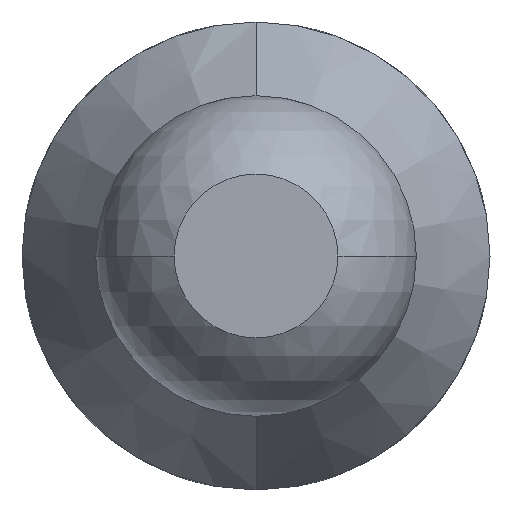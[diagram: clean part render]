
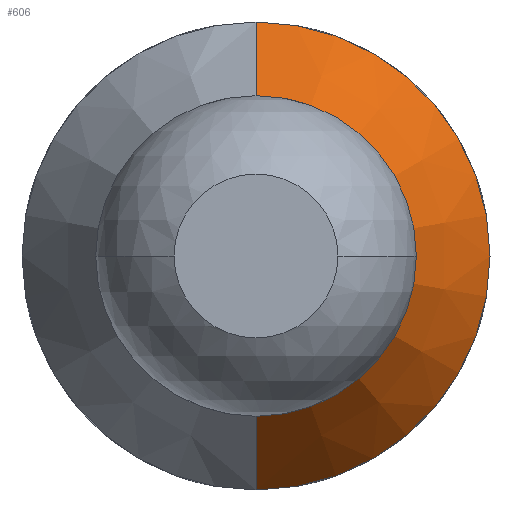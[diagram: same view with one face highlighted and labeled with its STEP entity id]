
A CAD part, front view. The second image highlights one B-rep face of the part: STEP entity #606.
In plain terms, the highlighted conical face has half-angle 30 degrees and reference radius 0.45 mm.
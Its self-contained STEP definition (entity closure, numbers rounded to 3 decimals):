
#47 = EDGE_CURVE ( 'NONE', #1548, #1756, #2415, .T. ) ;
#166 = VECTOR ( 'NONE', #322, 1000. ) ;
#322 = DIRECTION ( 'NONE',  ( 0., 0.866, 0.5 ) ) ;
#357 = CONICAL_SURFACE ( 'NONE', #3900, 0.45, 0.524 ) ;
#456 = ORIENTED_EDGE ( 'NONE', *, *, #2220, .F. ) ;
#606 = ADVANCED_FACE ( 'Defeature ausgef�hrt2_21', ( #4976 ), #357, .T. ) ;
#849 = AXIS2_PLACEMENT_3D ( 'NONE', #3036, #4763, #1335 ) ;
#882 = CARTESIAN_POINT ( 'NONE',  ( 0., 6.4, 0. ) ) ;
#1335 = DIRECTION ( 'NONE',  ( 0., 0., 1. ) ) ;
#1342 = CARTESIAN_POINT ( 'NONE',  ( 0., 6.4, 0.45 ) ) ;
#1548 = VERTEX_POINT ( 'NONE', #1342 ) ;
#1588 = CARTESIAN_POINT ( 'NONE',  ( 0., 7.353, 0. ) ) ;
#1756 = VERTEX_POINT ( 'NONE', #4468 ) ;
#1840 = ORIENTED_EDGE ( 'NONE', *, *, #5451, .T. ) ;
#2174 = VERTEX_POINT ( 'NONE', #4116 ) ;
#2220 = EDGE_CURVE ( 'Defeature ausgef�hrt2_22+Defeature ausgef�hrt2_21+Defeature ausgef�hrt2_21+Defeature ausgef�hrt2_21', #1756, #2174, #2459, .T. ) ;
#2415 = LINE ( 'NONE', #5085, #166 ) ;
#2429 = DIRECTION ( 'NONE',  ( 0., 0.866, -0.5 ) ) ;
#2436 = DIRECTION ( 'NONE',  ( 0., 1., 0. ) ) ;
#2459 = CIRCLE ( 'NONE', #3298, 1. ) ;
#3036 = CARTESIAN_POINT ( 'NONE',  ( 0., 6.4, 0. ) ) ;
#3205 = VECTOR ( 'NONE', #2429, 1000. ) ;
#3298 = AXIS2_PLACEMENT_3D ( 'NONE', #1588, #2436, #5437 ) ;
#3580 = DIRECTION ( 'NONE',  ( 0., 0., 1. ) ) ;
#3693 = EDGE_LOOP ( 'NONE', ( #1840, #4278, #456, #5328 ) ) ;
#3784 = CARTESIAN_POINT ( 'NONE',  ( 0., 6.4, -0.45 ) ) ;
#3900 = AXIS2_PLACEMENT_3D ( 'NONE', #882, #5253, #3580 ) ;
#3988 = EDGE_CURVE ( 'NONE', #5194, #2174, #4204, .T. ) ;
#4116 = CARTESIAN_POINT ( 'NONE',  ( 0., 7.353, -1. ) ) ;
#4204 = LINE ( 'NONE', #3784, #3205 ) ;
#4278 = ORIENTED_EDGE ( 'NONE', *, *, #3988, .T. ) ;
#4468 = CARTESIAN_POINT ( 'NONE',  ( 0., 7.353, 1. ) ) ;
#4470 = CARTESIAN_POINT ( 'NONE',  ( 0., 6.4, -0.45 ) ) ;
#4729 = CIRCLE ( 'NONE', #849, 0.45 ) ;
#4763 = DIRECTION ( 'NONE',  ( 0., 1., 0. ) ) ;
#4976 = FACE_OUTER_BOUND ( 'NONE', #3693, .T. ) ;
#5085 = CARTESIAN_POINT ( 'NONE',  ( 0., 6.4, 0.45 ) ) ;
#5194 = VERTEX_POINT ( 'NONE', #4470 ) ;
#5253 = DIRECTION ( 'NONE',  ( 0., 1., 0. ) ) ;
#5328 = ORIENTED_EDGE ( 'NONE', *, *, #47, .F. ) ;
#5437 = DIRECTION ( 'NONE',  ( 0., 0., 1. ) ) ;
#5451 = EDGE_CURVE ( 'Defeature ausgef�hrt2_21+Defeature ausgef�hrt2_6+Defeature ausgef�hrt2_6+Defeature ausgef�hrt2_6', #1548, #5194, #4729, .T. ) ;
